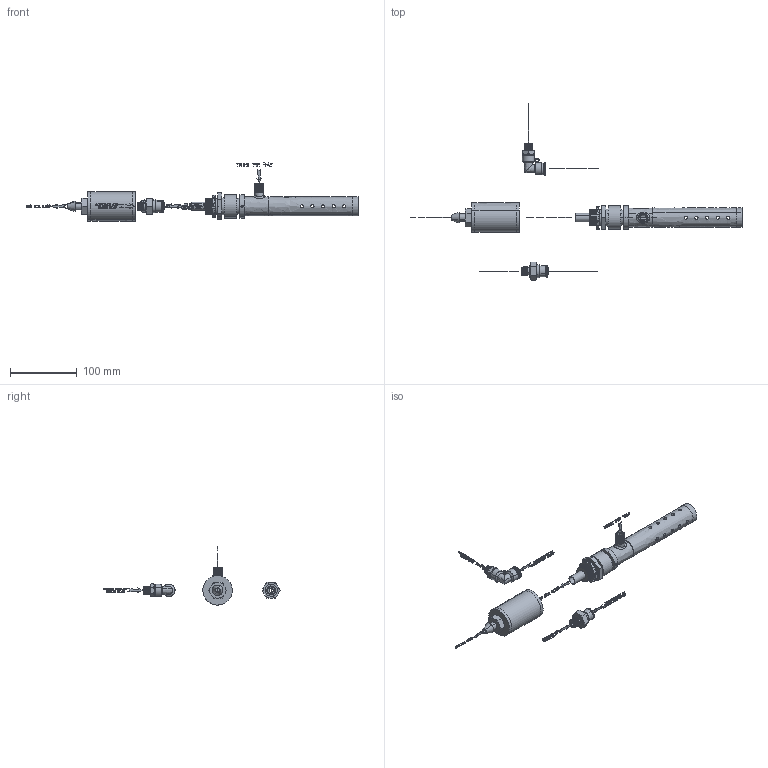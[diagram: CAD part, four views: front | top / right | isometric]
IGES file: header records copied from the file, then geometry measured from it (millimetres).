
Start section: START RECORD GO HERE.
Global section: file name: Medium Panel Cooler With Cold End Muffler.igs; native system: DASSAULT SYSTEMES CATIA V5 R20 - www.3ds.com; preprocessor: CATIA Version 5 Release 20 ; author: DESIGNENG; organization: KJNDESIGN; date: 20150324.151205; units: millimetre
Bounding box: 495.85 x 263.7 x 86.78 mm (x, y, z)
Volume: 263401.9 mm3; surface area: 71237.6 mm2
Topology: 160 solids, 161 shells, 4204 faces, 11335 edges, 7523 vertices
Faces by surface type: bspline 4204
